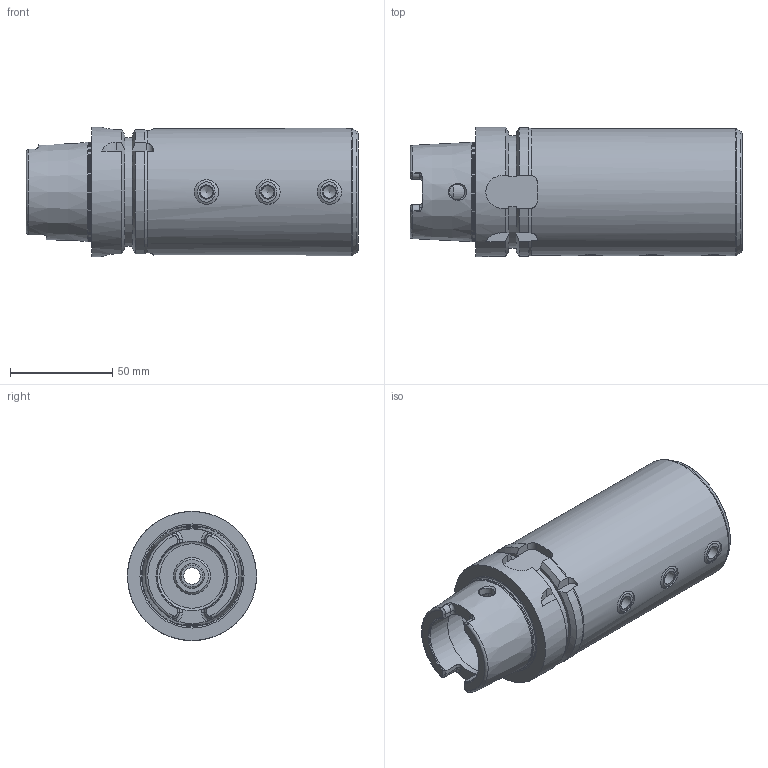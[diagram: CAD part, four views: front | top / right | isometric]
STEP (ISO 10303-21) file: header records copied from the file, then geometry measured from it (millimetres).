
FILE_DESCRIPTION((''),'2;1');
FILE_NAME('591075032130-3D.stp','2019-12-10T19:13:58',('nttooll'),(''),'Autodesk Inventor 2012','Autodesk Inventor 2012','');
FILE_SCHEMA(('AUTOMOTIVE_DESIGN { 1 0 10303 214 1 1 1 1 }'));
Length unit declared in the file: millimetre
Products named in the file (1): 591075032130-3D
Bounding box: 162 x 63 x 63 mm (x, y, z)
Volume: 315771.7 mm3; surface area: 55230.3 mm2
Topology: 1 solids, 1 shells, 171 faces, 438 edges, 278 vertices
Faces by surface type: cylinder 58, plane 52, cone 44, torus 17
Full cylindrical faces by diameter (mm): 6 x3, 6.928 x3, 7.5 x2, 8 x1, 8.5 x3, 11.3 x1, 12 x7, 18 x1, 32 x1, 32.4 x1, 34 x1, 34.5 x1, 40 x1, 48 x1, 62 x1, 63 x1
Entity records: 5452 total; most frequent: CARTESIAN_POINT 1741, DIRECTION 752, ORIENTED_EDGE 712, EDGE_CURVE 356, AXIS2_PLACEMENT_3D 322, VERTEX_POINT 259, EDGE_LOOP 249, FACE_OUTER_BOUND 171
